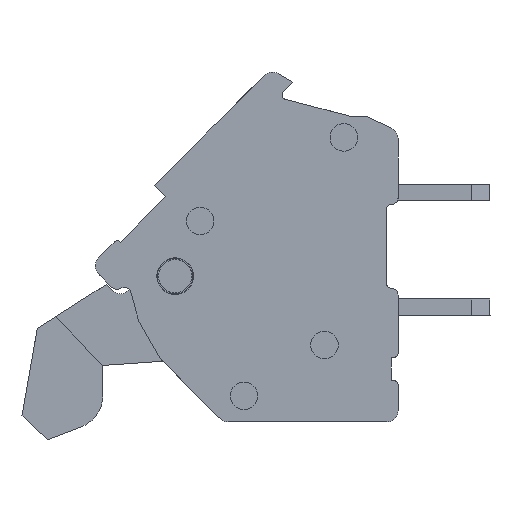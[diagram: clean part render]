
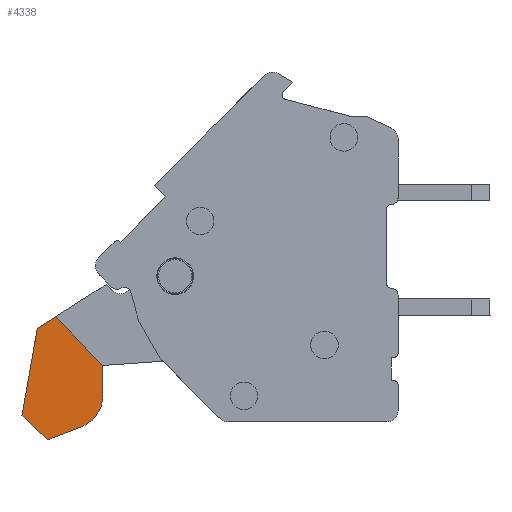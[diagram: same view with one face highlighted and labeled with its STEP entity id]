
A CAD part, left-side view. The second image highlights one B-rep face of the part: STEP entity #4338.
In plain terms, the highlighted face is planar.
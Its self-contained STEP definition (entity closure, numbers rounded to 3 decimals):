
#45 = CARTESIAN_POINT ( 'NONE',  ( 243.893, 237.704, -5.7 ) ) ;
#122 = CARTESIAN_POINT ( 'NONE',  ( 243.866, 239.229, -5.7 ) ) ;
#158 = LINE ( 'NONE', #5696, #6907 ) ;
#282 = LINE ( 'NONE', #8147, #2520 ) ;
#508 = AXIS2_PLACEMENT_3D ( 'NONE', #5528, #7506, #5493 ) ;
#671 = DIRECTION ( 'NONE',  ( 0.819, 0.574, 0. ) ) ;
#674 = ORIENTED_EDGE ( 'NONE', *, *, #3965, .T. ) ;
#742 = EDGE_CURVE ( 'NONE', #1508, #7507, #3886, .T. ) ;
#783 = AXIS2_PLACEMENT_3D ( 'NONE', #6740, #3957, #6792 ) ;
#1109 = EDGE_CURVE ( 'NONE', #7532, #5530, #5454, .T. ) ;
#1273 = FACE_OUTER_BOUND ( 'NONE', #4676, .T. ) ;
#1393 = VERTEX_POINT ( 'NONE', #3623 ) ;
#1508 = VERTEX_POINT ( 'NONE', #6814 ) ;
#2520 = VECTOR ( 'NONE', #7380, 1000. ) ;
#2651 = PLANE ( 'NONE',  #508 ) ;
#2936 = ORIENTED_EDGE ( 'NONE', *, *, #742, .T. ) ;
#3116 = ORIENTED_EDGE ( 'NONE', *, *, #4818, .T. ) ;
#3146 = CARTESIAN_POINT ( 'NONE',  ( 240.758, 239.552, -5.7 ) ) ;
#3393 = LINE ( 'NONE', #4007, #6692 ) ;
#3439 = DIRECTION ( 'NONE',  ( 0.977, -0.214, 0. ) ) ;
#3623 = CARTESIAN_POINT ( 'NONE',  ( 239.871, 238.646, -5.7 ) ) ;
#3881 = CARTESIAN_POINT ( 'NONE',  ( 239.819, 235.701, -5.7 ) ) ;
#3886 = LINE ( 'NONE', #6562, #7294 ) ;
#3902 = ORIENTED_EDGE ( 'NONE', *, *, #7781, .T. ) ;
#3957 = DIRECTION ( 'NONE',  ( 0., 0., 1. ) ) ;
#3965 = EDGE_CURVE ( 'NONE', #5530, #4849, #7385, .T. ) ;
#4007 = CARTESIAN_POINT ( 'NONE',  ( 239.819, 235.701, -5.7 ) ) ;
#4338 = ADVANCED_FACE ( 'NONE', ( #1273 ), #2651, .T. ) ;
#4511 = ORIENTED_EDGE ( 'NONE', *, *, #7829, .T. ) ;
#4624 = DIRECTION ( 'NONE',  ( -0.699, -0.715, 0. ) ) ;
#4676 = EDGE_LOOP ( 'NONE', ( #4511, #4842, #674, #7458, #3902, #3116, #2936 ) ) ;
#4818 = EDGE_CURVE ( 'NONE', #5730, #1508, #3393, .T. ) ;
#4842 = ORIENTED_EDGE ( 'NONE', *, *, #1109, .T. ) ;
#4849 = VERTEX_POINT ( 'NONE', #7938 ) ;
#5422 = CARTESIAN_POINT ( 'NONE',  ( 242.448, 239.87, -5.7 ) ) ;
#5454 = LINE ( 'NONE', #122, #6891 ) ;
#5493 = DIRECTION ( 'NONE',  ( -1., 0., 0. ) ) ;
#5528 = CARTESIAN_POINT ( 'NONE',  ( 240.743, 241.998, -5.7 ) ) ;
#5530 = VERTEX_POINT ( 'NONE', #5422 ) ;
#5696 = CARTESIAN_POINT ( 'NONE',  ( 243.893, 237.704, -5.7 ) ) ;
#5730 = VERTEX_POINT ( 'NONE', #3881 ) ;
#5841 = LINE ( 'NONE', #3146, #8112 ) ;
#6475 = EDGE_CURVE ( 'NONE', #4849, #1393, #5841, .T. ) ;
#6562 = CARTESIAN_POINT ( 'NONE',  ( 240.743, 235.498, -5.7 ) ) ;
#6655 = CARTESIAN_POINT ( 'NONE',  ( 243.866, 239.229, -5.7 ) ) ;
#6692 = VECTOR ( 'NONE', #3439, 1000. ) ;
#6740 = CARTESIAN_POINT ( 'NONE',  ( 241.83, 238.503, -5.7 ) ) ;
#6792 = DIRECTION ( 'NONE',  ( 0.412, 0.911, 0. ) ) ;
#6814 = CARTESIAN_POINT ( 'NONE',  ( 240.743, 235.498, -5.7 ) ) ;
#6891 = VECTOR ( 'NONE', #7388, 1000. ) ;
#6907 = VECTOR ( 'NONE', #7073, 1000. ) ;
#7073 = DIRECTION ( 'NONE',  ( -0.017, 1., 0. ) ) ;
#7294 = VECTOR ( 'NONE', #671, 1000. ) ;
#7380 = DIRECTION ( 'NONE',  ( -0.017, -1., 0. ) ) ;
#7385 = CIRCLE ( 'NONE', #783, 1.5 ) ;
#7388 = DIRECTION ( 'NONE',  ( -0.911, 0.412, 0. ) ) ;
#7458 = ORIENTED_EDGE ( 'NONE', *, *, #6475, .T. ) ;
#7506 = DIRECTION ( 'NONE',  ( 0., 0., 1. ) ) ;
#7507 = VERTEX_POINT ( 'NONE', #45 ) ;
#7532 = VERTEX_POINT ( 'NONE', #6655 ) ;
#7781 = EDGE_CURVE ( 'NONE', #1393, #5730, #282, .T. ) ;
#7829 = EDGE_CURVE ( 'NONE', #7507, #7532, #158, .T. ) ;
#7938 = CARTESIAN_POINT ( 'NONE',  ( 240.758, 239.552, -5.7 ) ) ;
#8112 = VECTOR ( 'NONE', #4624, 1000. ) ;
#8147 = CARTESIAN_POINT ( 'NONE',  ( 239.871, 238.646, -5.7 ) ) ;
